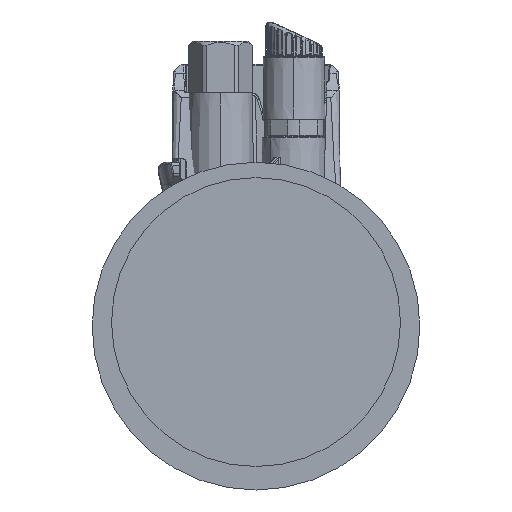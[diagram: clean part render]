
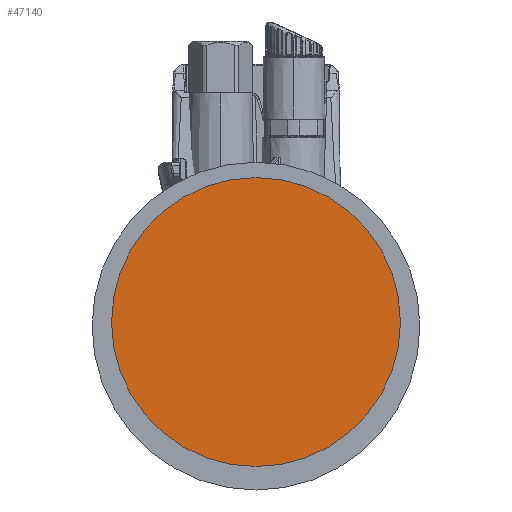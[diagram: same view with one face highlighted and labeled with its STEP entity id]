
A CAD part, front view. The second image highlights one B-rep face of the part: STEP entity #47140.
In plain terms, the highlighted planar face has unit normal (0, -1, 0).
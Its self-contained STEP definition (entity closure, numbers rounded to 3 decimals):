
#47023=CARTESIAN_POINT('',(0.,-79.44,1.2));
#47024=DIRECTION('',(0.,1.,0.));
#47025=DIRECTION('',(1.,0.,0.));
#47026=AXIS2_PLACEMENT_3D('',#47023,#47024,#47025);
#47028=CARTESIAN_POINT('',(0.,-79.44,1.2));
#47029=DIRECTION('',(0.,1.,0.));
#47030=DIRECTION('',(-1.,0.,0.));
#47031=AXIS2_PLACEMENT_3D('',#47028,#47029,#47030);
#47041=CARTESIAN_POINT('',(42.75,-79.44,1.2));
#47042=VERTEX_POINT('',#47041);
#47043=CARTESIAN_POINT('',(-42.75,-79.44,1.2));
#47044=VERTEX_POINT('',#47043);
#47131=CARTESIAN_POINT('',(0.,-79.44,1.2));
#47132=DIRECTION('',(0.,-1.,0.));
#47133=DIRECTION('',(-1.,0.,0.));
#47134=AXIS2_PLACEMENT_3D('',#47131,#47132,#47133);
#47135=PLANE('',#47134);
#47136=ORIENTED_EDGE('',*,*,#47119,.T.);
#47137=ORIENTED_EDGE('',*,*,#47096,.T.);
#47138=EDGE_LOOP('',(#47136,#47137));
#47139=FACE_OUTER_BOUND('',#47138,.F.);
#47140=ADVANCED_FACE('',(#47139),#47135,.T.);
#47027=CIRCLE('',#47026,42.75);
#47032=CIRCLE('',#47031,42.75);
#47096=EDGE_CURVE('',#47044,#47042,#47032,.T.);
#47119=EDGE_CURVE('',#47042,#47044,#47027,.T.);
